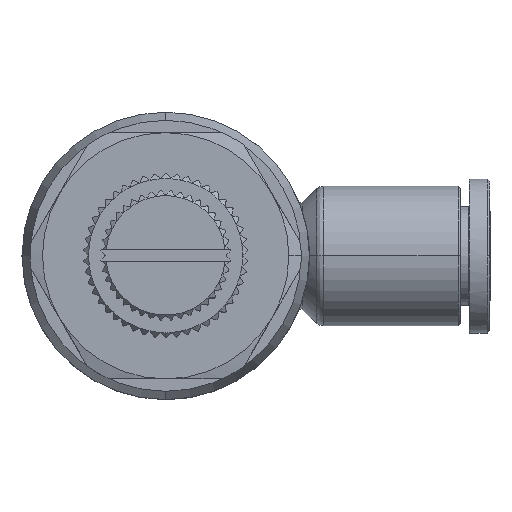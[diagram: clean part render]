
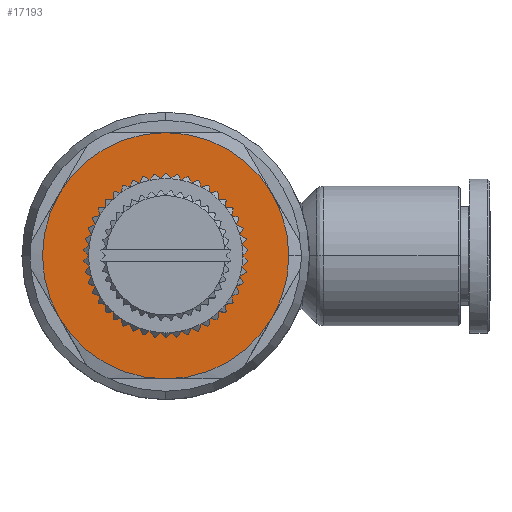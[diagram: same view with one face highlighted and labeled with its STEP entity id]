
A CAD part, top view. The second image highlights one B-rep face of the part: STEP entity #17193.
In plain terms, the highlighted planar face has unit normal (0, 0, 1).
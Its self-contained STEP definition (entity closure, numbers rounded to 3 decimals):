
#103 = ORIENTED_EDGE ( 'NONE', *, *, #16375, .F. ) ;
#281 = CIRCLE ( 'NONE', #2102, 12. ) ;
#555 = ORIENTED_EDGE ( 'NONE', *, *, #17873, .F. ) ;
#858 = ORIENTED_EDGE ( 'NONE', *, *, #26673, .F. ) ;
#1927 = DIRECTION ( 'NONE',  ( 0., 0., -1. ) ) ;
#1939 = CARTESIAN_POINT ( 'NONE',  ( -2.392, -6., 16.1 ) ) ;
#2102 = AXIS2_PLACEMENT_3D ( 'NONE', #18073, #4416, #20064 ) ;
#2574 = DIRECTION ( 'NONE',  ( 0., 0., -1. ) ) ;
#2826 = DIRECTION ( 'NONE',  ( -1., 0., 0. ) ) ;
#3725 = DIRECTION ( 'NONE',  ( 0., 0., -1. ) ) ;
#3757 = DIRECTION ( 'NONE',  ( 0., 0., -1. ) ) ;
#3845 = DIRECTION ( 'NONE',  ( -1., 0., 0. ) ) ;
#3951 = DIRECTION ( 'NONE',  ( 0., 0., -1. ) ) ;
#4222 = CARTESIAN_POINT ( 'NONE',  ( 8., 0., 16.1 ) ) ;
#4416 = DIRECTION ( 'NONE',  ( 0., 0., -1. ) ) ;
#5268 = DIRECTION ( 'NONE',  ( -1., 0., 0. ) ) ;
#5496 = CARTESIAN_POINT ( 'NONE',  ( 8., 9.5, 16.1 ) ) ;
#5642 = AXIS2_PLACEMENT_3D ( 'NONE', #20279, #20468, #29449 ) ;
#5666 = DIRECTION ( 'NONE',  ( 0., 0., -1. ) ) ;
#5963 = CIRCLE ( 'NONE', #5642, 12. ) ;
#6544 = CARTESIAN_POINT ( 'NONE',  ( 1., 0., 16.1 ) ) ;
#6871 = ORIENTED_EDGE ( 'NONE', *, *, #6930, .F. ) ;
#6930 = EDGE_CURVE ( 'NONE', #7909, #27533, #20084, .T. ) ;
#7084 = CARTESIAN_POINT ( 'NONE',  ( 8., 0., 16.1 ) ) ;
#7547 = VERTEX_POINT ( 'NONE', #12461 ) ;
#7740 = CARTESIAN_POINT ( 'NONE',  ( 8., 0., 16.1 ) ) ;
#7909 = VERTEX_POINT ( 'NONE', #10230 ) ;
#8435 = AXIS2_PLACEMENT_3D ( 'NONE', #19326, #5666, #5268 ) ;
#8741 = CIRCLE ( 'NONE', #22096, 7. ) ;
#8974 = CIRCLE ( 'NONE', #8435, 12. ) ;
#9345 = VERTEX_POINT ( 'NONE', #27743 ) ;
#10230 = CARTESIAN_POINT ( 'NONE',  ( 8., 12., 16.1 ) ) ;
#10294 = AXIS2_PLACEMENT_3D ( 'NONE', #29064, #3951, #3845 ) ;
#10342 = EDGE_CURVE ( 'NONE', #9345, #20045, #281, .T. ) ;
#10450 = PLANE ( 'NONE',  #14872 ) ;
#10489 = DIRECTION ( 'NONE',  ( -1., 0., 0. ) ) ;
#10814 = DIRECTION ( 'NONE',  ( -1., 0., 0. ) ) ;
#10929 = CARTESIAN_POINT ( 'NONE',  ( -4., 0., 16.1 ) ) ;
#11520 = FACE_BOUND ( 'NONE', #26559, .T. ) ;
#11577 = ORIENTED_EDGE ( 'NONE', *, *, #10342, .F. ) ;
#12247 = ORIENTED_EDGE ( 'NONE', *, *, #18934, .F. ) ;
#12289 = DIRECTION ( 'NONE',  ( 0., 0., -1. ) ) ;
#12458 = CIRCLE ( 'NONE', #28780, 7. ) ;
#12461 = CARTESIAN_POINT ( 'NONE',  ( 15., 0., 16.1 ) ) ;
#12752 = DIRECTION ( 'NONE',  ( 1., 0., 0. ) ) ;
#12846 = EDGE_CURVE ( 'NONE', #7547, #28490, #12458, .T. ) ;
#12891 = CARTESIAN_POINT ( 'NONE',  ( 18.392, 6., 16.1 ) ) ;
#14337 = ORIENTED_EDGE ( 'NONE', *, *, #28847, .T. ) ;
#14872 = AXIS2_PLACEMENT_3D ( 'NONE', #5496, #16970, #12752 ) ;
#15082 = CARTESIAN_POINT ( 'NONE',  ( 8., 0., 16.1 ) ) ;
#16196 = AXIS2_PLACEMENT_3D ( 'NONE', #7084, #2574, #18333 ) ;
#16375 = EDGE_CURVE ( 'NONE', #27533, #9345, #19753, .T. ) ;
#16970 = DIRECTION ( 'NONE',  ( 0., 0., 1. ) ) ;
#17193 = ADVANCED_FACE ( 'NONE', ( #11520, #24746 ), #10450, .T. ) ;
#17873 = EDGE_CURVE ( 'NONE', #26095, #24994, #18264, .T. ) ;
#17976 = DIRECTION ( 'NONE',  ( -1., 0., 0. ) ) ;
#18073 = CARTESIAN_POINT ( 'NONE',  ( 8., 0., 16.1 ) ) ;
#18264 = CIRCLE ( 'NONE', #10294, 12. ) ;
#18333 = DIRECTION ( 'NONE',  ( -1., 0., 0. ) ) ;
#18775 = CARTESIAN_POINT ( 'NONE',  ( 8., -12., 16.1 ) ) ;
#18934 = EDGE_CURVE ( 'NONE', #20045, #24526, #8974, .T. ) ;
#19181 = ORIENTED_EDGE ( 'NONE', *, *, #12846, .T. ) ;
#19326 = CARTESIAN_POINT ( 'NONE',  ( 8., 0., 16.1 ) ) ;
#19556 = AXIS2_PLACEMENT_3D ( 'NONE', #7740, #12289, #2826 ) ;
#19753 = CIRCLE ( 'NONE', #16196, 12. ) ;
#19812 = AXIS2_PLACEMENT_3D ( 'NONE', #4222, #1927, #17976 ) ;
#20045 = VERTEX_POINT ( 'NONE', #18775 ) ;
#20064 = DIRECTION ( 'NONE',  ( -1., 0., 0. ) ) ;
#20084 = CIRCLE ( 'NONE', #19556, 12. ) ;
#20279 = CARTESIAN_POINT ( 'NONE',  ( 8., 0., 16.1 ) ) ;
#20468 = DIRECTION ( 'NONE',  ( 0., 0., -1. ) ) ;
#22096 = AXIS2_PLACEMENT_3D ( 'NONE', #15082, #3725, #10489 ) ;
#22148 = CARTESIAN_POINT ( 'NONE',  ( -2.392, 6., 16.1 ) ) ;
#22402 = ORIENTED_EDGE ( 'NONE', *, *, #28955, .F. ) ;
#24089 = CIRCLE ( 'NONE', #19812, 12. ) ;
#24526 = VERTEX_POINT ( 'NONE', #1939 ) ;
#24746 = FACE_OUTER_BOUND ( 'NONE', #25459, .T. ) ;
#24994 = VERTEX_POINT ( 'NONE', #22148 ) ;
#25459 = EDGE_LOOP ( 'NONE', ( #12247, #11577, #103, #6871, #858, #555, #22402 ) ) ;
#26095 = VERTEX_POINT ( 'NONE', #10929 ) ;
#26559 = EDGE_LOOP ( 'NONE', ( #14337, #19181 ) ) ;
#26673 = EDGE_CURVE ( 'NONE', #24994, #7909, #5963, .T. ) ;
#27533 = VERTEX_POINT ( 'NONE', #12891 ) ;
#27743 = CARTESIAN_POINT ( 'NONE',  ( 18.392, -6., 16.1 ) ) ;
#28490 = VERTEX_POINT ( 'NONE', #6544 ) ;
#28780 = AXIS2_PLACEMENT_3D ( 'NONE', #29067, #3757, #10814 ) ;
#28847 = EDGE_CURVE ( 'NONE', #28490, #7547, #8741, .T. ) ;
#28955 = EDGE_CURVE ( 'NONE', #24526, #26095, #24089, .T. ) ;
#29064 = CARTESIAN_POINT ( 'NONE',  ( 8., 0., 16.1 ) ) ;
#29067 = CARTESIAN_POINT ( 'NONE',  ( 8., 0., 16.1 ) ) ;
#29449 = DIRECTION ( 'NONE',  ( -1., 0., 0. ) ) ;
